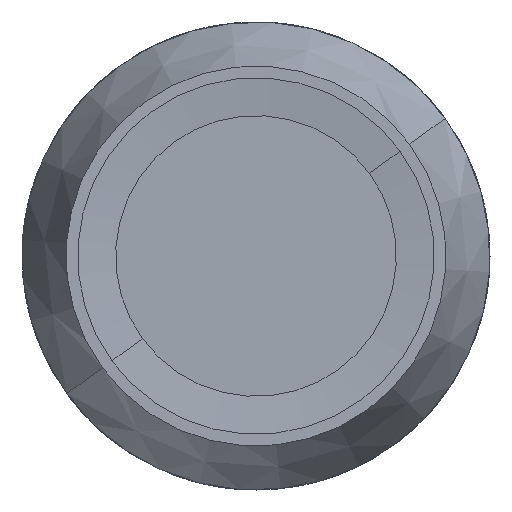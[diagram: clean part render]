
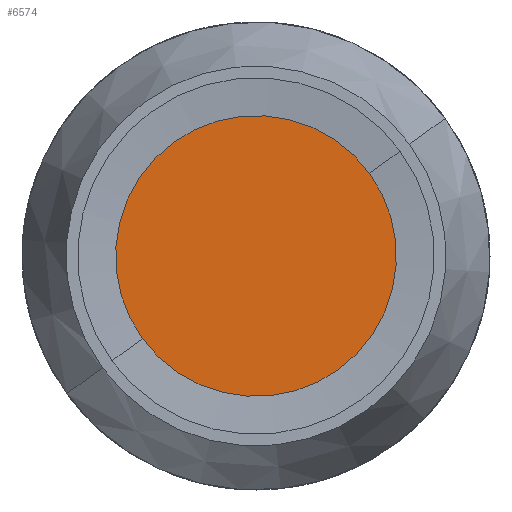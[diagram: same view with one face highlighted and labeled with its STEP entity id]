
A CAD part, front view. The second image highlights one B-rep face of the part: STEP entity #6574.
In plain terms, the highlighted planar face has unit normal (0, -1, 0).
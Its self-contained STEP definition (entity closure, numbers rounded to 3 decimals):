
#739 = DIRECTION ( 'NONE',  ( 0., 0., 1. ) ) ;
#1955 = AXIS2_PLACEMENT_3D ( 'NONE', #7023, #10853, #3085 ) ;
#3085 = DIRECTION ( 'NONE',  ( 0., 0., 1. ) ) ;
#3980 = DIRECTION ( 'NONE',  ( 0., 1., 0. ) ) ;
#5682 = ORIENTED_EDGE ( 'NONE', *, *, #12419, .F. ) ;
#5907 = CARTESIAN_POINT ( 'NONE',  ( 0., 0., 0. ) ) ;
#6574 = ADVANCED_FACE ( 'NONE', ( #19514 ), #22844, .F. ) ;
#7023 = CARTESIAN_POINT ( 'NONE',  ( 0., 0., 0. ) ) ;
#7593 = VERTEX_POINT ( 'NONE', #16430 ) ;
#7716 = EDGE_CURVE ( 'NONE', #7593, #17275, #8651, .T. ) ;
#8651 = CIRCLE ( 'NONE', #1955, 28. ) ;
#9366 = AXIS2_PLACEMENT_3D ( 'NONE', #24248, #3980, #20405 ) ;
#9570 = ORIENTED_EDGE ( 'NONE', *, *, #7716, .F. ) ;
#9600 = CARTESIAN_POINT ( 'NONE',  ( 0., 0., -28. ) ) ;
#10118 = DIRECTION ( 'NONE',  ( 0., 1., 0. ) ) ;
#10853 = DIRECTION ( 'NONE',  ( 0., 1., 0. ) ) ;
#12419 = EDGE_CURVE ( 'NONE', #17275, #7593, #20015, .T. ) ;
#15171 = EDGE_LOOP ( 'NONE', ( #5682, #9570 ) ) ;
#16430 = CARTESIAN_POINT ( 'NONE',  ( 0., 0., 28. ) ) ;
#17275 = VERTEX_POINT ( 'NONE', #9600 ) ;
#19514 = FACE_OUTER_BOUND ( 'NONE', #15171, .T. ) ;
#20015 = CIRCLE ( 'NONE', #9366, 28. ) ;
#20405 = DIRECTION ( 'NONE',  ( 0., 0., 1. ) ) ;
#22636 = AXIS2_PLACEMENT_3D ( 'NONE', #5907, #10118, #739 ) ;
#22844 = PLANE ( 'NONE',  #22636 ) ;
#24248 = CARTESIAN_POINT ( 'NONE',  ( 0., 0., 0. ) ) ;
